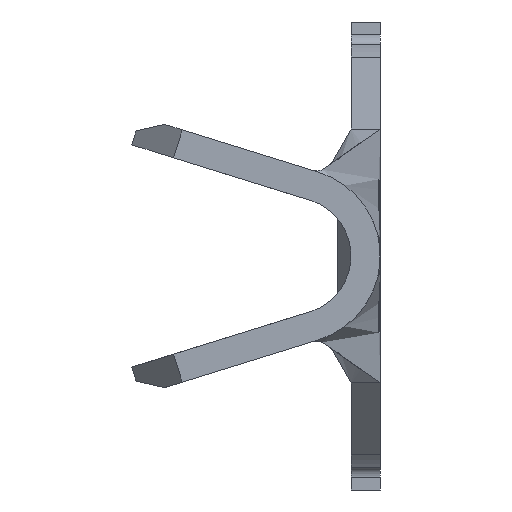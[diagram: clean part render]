
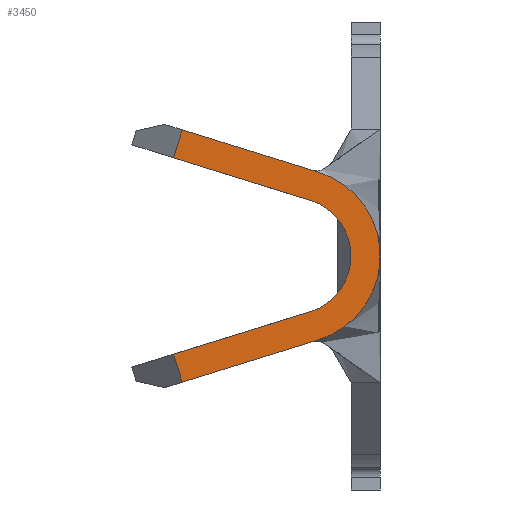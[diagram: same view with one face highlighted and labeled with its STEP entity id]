
A CAD part, left-side view. The second image highlights one B-rep face of the part: STEP entity #3450.
In plain terms, the highlighted planar face has unit normal (-1, 0, 0).
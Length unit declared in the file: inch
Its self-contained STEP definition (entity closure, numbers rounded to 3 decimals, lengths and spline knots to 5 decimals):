
#44 = EDGE_CURVE ( 'NONE', #2247, #955, #5536, .T. ) ;
#45 = ORIENTED_EDGE ( 'NONE', *, *, #2239, .F. ) ;
#83 = DIRECTION ( 'NONE',  ( 0., 0., -1. ) ) ;
#268 = AXIS2_PLACEMENT_3D ( 'NONE', #5422, #2787, #83 ) ;
#398 = CARTESIAN_POINT ( 'NONE',  ( -0.365, 0.14135, -0.06714 ) ) ;
#411 = ORIENTED_EDGE ( 'NONE', *, *, #5254, .F. ) ;
#671 = EDGE_CURVE ( 'NONE', #2801, #2103, #986, .T. ) ;
#779 = VECTOR ( 'NONE', #5799, 39.37008 ) ;
#835 = DIRECTION ( 'NONE',  ( 1., 0., 0. ) ) ;
#895 = ORIENTED_EDGE ( 'NONE', *, *, #44, .F. ) ;
#955 = VERTEX_POINT ( 'NONE', #4614 ) ;
#986 = LINE ( 'NONE', #1279, #2344 ) ;
#1114 = VECTOR ( 'NONE', #1372, 39.37008 ) ;
#1154 = DIRECTION ( 'NONE',  ( 0., 0.955, -0.297 ) ) ;
#1229 = VERTEX_POINT ( 'NONE', #4254 ) ;
#1279 = CARTESIAN_POINT ( 'NONE',  ( -0.365, 0.04221, 0.0573 ) ) ;
#1345 = VECTOR ( 'NONE', #2365, 39.37008 ) ;
#1372 = DIRECTION ( 'NONE',  ( 0., -0.297, -0.955 ) ) ;
#1440 = ORIENTED_EDGE ( 'NONE', *, *, #3598, .F. ) ;
#1468 = ORIENTED_EDGE ( 'NONE', *, *, #3007, .T. ) ;
#1643 = LINE ( 'NONE', #3261, #1345 ) ;
#1688 = ORIENTED_EDGE ( 'NONE', *, *, #4988, .F. ) ;
#1969 = CARTESIAN_POINT ( 'NONE',  ( -0.365, 0.13542, -0.08624 ) ) ;
#2076 = DIRECTION ( 'NONE',  ( 1., 0., 0. ) ) ;
#2103 = VERTEX_POINT ( 'NONE', #5050 ) ;
#2239 = EDGE_CURVE ( 'NONE', #5285, #4680, #4226, .T. ) ;
#2247 = VERTEX_POINT ( 'NONE', #5176 ) ;
#2344 = VECTOR ( 'NONE', #3987, 39.37008 ) ;
#2365 = DIRECTION ( 'NONE',  ( 0., -0.955, 0.297 ) ) ;
#2620 = LINE ( 'NONE', #2733, #1114 ) ;
#2733 = CARTESIAN_POINT ( 'NONE',  ( -0.365, 0.13838, -0.07669 ) ) ;
#2744 = ORIENTED_EDGE ( 'NONE', *, *, #2813, .T. ) ;
#2787 = DIRECTION ( 'NONE',  ( -1., 0., 0. ) ) ;
#2801 = VERTEX_POINT ( 'NONE', #5699 ) ;
#2813 = EDGE_CURVE ( 'NONE', #2801, #955, #4361, .T. ) ;
#2887 = CIRCLE ( 'NONE', #268, 0.04 ) ;
#2979 = CARTESIAN_POINT ( 'NONE',  ( -0.365, 0.04221, -0.0573 ) ) ;
#3007 = EDGE_CURVE ( 'NONE', #3447, #4680, #2620, .T. ) ;
#3033 = FACE_OUTER_BOUND ( 'NONE', #3768, .T. ) ;
#3101 = CARTESIAN_POINT ( 'NONE',  ( -0.365, 0.06, 0. ) ) ;
#3168 = VECTOR ( 'NONE', #5714, 39.37008 ) ;
#3261 = CARTESIAN_POINT ( 'NONE',  ( -0.365, 0.04814, -0.0382 ) ) ;
#3447 = VERTEX_POINT ( 'NONE', #398 ) ;
#3450 = ADVANCED_FACE ( 'NONE', ( #3033 ), #3552, .F. ) ;
#3552 = PLANE ( 'NONE',  #5768 ) ;
#3598 = EDGE_CURVE ( 'NONE', #1229, #2247, #2887, .T. ) ;
#3755 = CARTESIAN_POINT ( 'NONE',  ( -0.365, 0.04814, 0.0382 ) ) ;
#3768 = EDGE_LOOP ( 'NONE', ( #4060, #2744, #895, #1440, #1688, #1468, #45, #411 ) ) ;
#3821 = CIRCLE ( 'NONE', #4047, 0.06 ) ;
#3987 = DIRECTION ( 'NONE',  ( 0., -0.955, -0.297 ) ) ;
#4001 = DIRECTION ( 'NONE',  ( 0., 0., -1. ) ) ;
#4047 = AXIS2_PLACEMENT_3D ( 'NONE', #4732, #2076, #5172 ) ;
#4060 = ORIENTED_EDGE ( 'NONE', *, *, #671, .F. ) ;
#4088 = VECTOR ( 'NONE', #1154, 39.37008 ) ;
#4226 = LINE ( 'NONE', #5608, #4088 ) ;
#4254 = CARTESIAN_POINT ( 'NONE',  ( -0.365, 0.04814, -0.0382 ) ) ;
#4361 = LINE ( 'NONE', #4393, #3168 ) ;
#4393 = CARTESIAN_POINT ( 'NONE',  ( -0.365, 0.14135, 0.06714 ) ) ;
#4614 = CARTESIAN_POINT ( 'NONE',  ( -0.365, 0.14135, 0.06714 ) ) ;
#4680 = VERTEX_POINT ( 'NONE', #1969 ) ;
#4732 = CARTESIAN_POINT ( 'NONE',  ( -0.365, 0.06, 0. ) ) ;
#4988 = EDGE_CURVE ( 'NONE', #3447, #1229, #1643, .T. ) ;
#5050 = CARTESIAN_POINT ( 'NONE',  ( -0.365, 0.04221, 0.0573 ) ) ;
#5172 = DIRECTION ( 'NONE',  ( 0., 0., -1. ) ) ;
#5176 = CARTESIAN_POINT ( 'NONE',  ( -0.365, 0.04814, 0.0382 ) ) ;
#5254 = EDGE_CURVE ( 'NONE', #2103, #5285, #3821, .T. ) ;
#5285 = VERTEX_POINT ( 'NONE', #2979 ) ;
#5422 = CARTESIAN_POINT ( 'NONE',  ( -0.365, 0.06, 0. ) ) ;
#5536 = LINE ( 'NONE', #3755, #779 ) ;
#5608 = CARTESIAN_POINT ( 'NONE',  ( -0.365, 0.04221, -0.0573 ) ) ;
#5699 = CARTESIAN_POINT ( 'NONE',  ( -0.365, 0.13542, 0.08624 ) ) ;
#5714 = DIRECTION ( 'NONE',  ( 0., 0.297, -0.955 ) ) ;
#5768 = AXIS2_PLACEMENT_3D ( 'NONE', #3101, #835, #4001 ) ;
#5799 = DIRECTION ( 'NONE',  ( 0., 0.955, 0.297 ) ) ;
